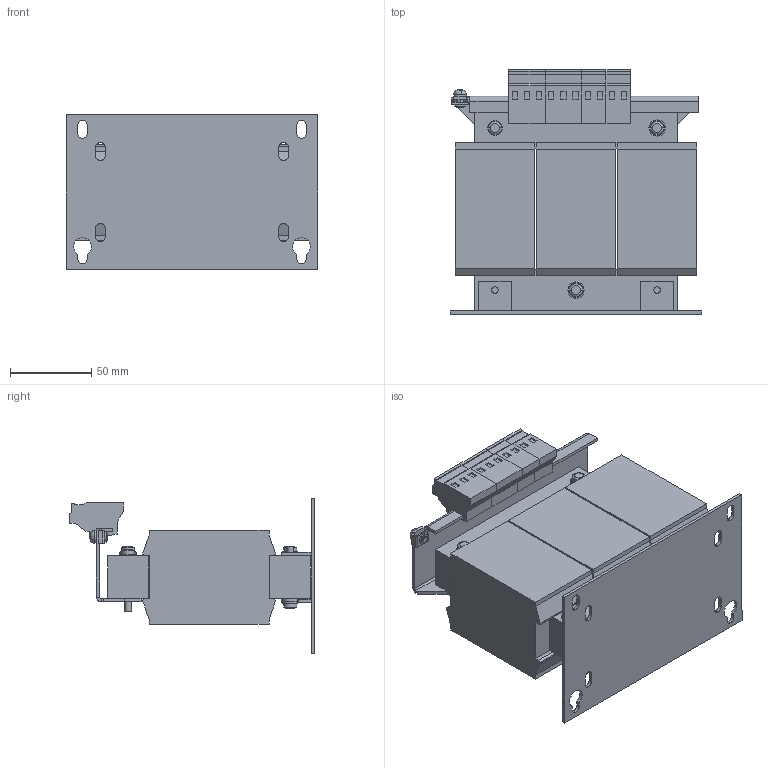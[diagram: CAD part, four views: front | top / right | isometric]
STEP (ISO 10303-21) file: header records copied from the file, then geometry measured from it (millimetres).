
FILE_DESCRIPTION (( 'STEP AP214' ), '1' );
FILE_NAME ('191539.STEP', '2020-05-28T17:41:43', ( '' ), ( '' ), 'SwSTEP 2.0', 'SolidWorks 2018', '' );
FILE_SCHEMA (( 'AUTOMOTIVE_DESIGN' ));
Length unit declared in the file: millimetre
Products named in the file (1): 191539
Bounding box: 155 x 150.9 x 95 mm (x, y, z)
Volume: 908085.8 mm3; surface area: 146725.1 mm2
Topology: 1 solids, 1 shells, 504 faces, 1249 edges, 795 vertices
Faces by surface type: plane 384, cylinder 106, sphere 10, torus 2, cone 2
Entity records: 14845 total; most frequent: CARTESIAN_POINT 2633, DIRECTION 2495, ORIENTED_EDGE 2494, EDGE_CURVE 1247, VECTOR 969, LINE 969, VERTEX_POINT 795, AXIS2_PLACEMENT_3D 763
